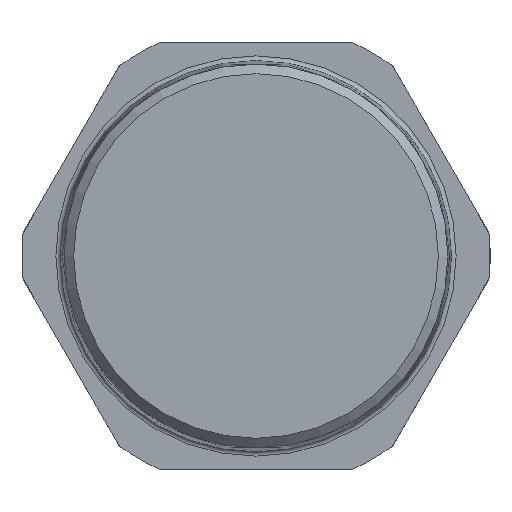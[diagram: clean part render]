
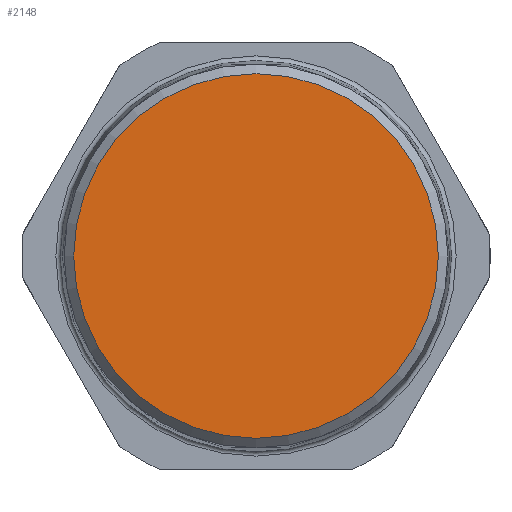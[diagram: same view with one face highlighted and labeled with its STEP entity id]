
A CAD part, left-side view. The second image highlights one B-rep face of the part: STEP entity #2148.
In plain terms, the highlighted planar face has unit normal (-1, 0, 0).
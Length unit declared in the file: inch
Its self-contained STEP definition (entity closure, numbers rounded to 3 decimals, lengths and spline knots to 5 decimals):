
#414=FACE_OUTER_BOUND('',#532,.T.);
#532=EDGE_LOOP('',(#1756));
#694=CIRCLE('',#2421,0.77396);
#905=VERTEX_POINT('',#4368);
#1198=EDGE_CURVE('',#905,#905,#694,.T.);
#1756=ORIENTED_EDGE('',*,*,#1198,.F.);
#1933=PLANE('',#2420);
#2148=ADVANCED_FACE('',(#414),#1933,.T.);
#2420=AXIS2_PLACEMENT_3D('',#4367,#2995,#2996);
#2421=AXIS2_PLACEMENT_3D('',#4369,#2997,#2998);
#2995=DIRECTION('center_axis',(-1.,0.,0.));
#2996=DIRECTION('ref_axis',(0.,0.,
-1.));
#2997=DIRECTION('center_axis',(1.,0.,0.));
#2998=DIRECTION('ref_axis',(0.,1.,0.));
#4367=CARTESIAN_POINT('Origin',(-2.03819,-0.81333,0.));
#4368=CARTESIAN_POINT('',(-2.03819,-0.77396,0.));
#4369=CARTESIAN_POINT('Origin',(-2.03819,0.,
0.));
